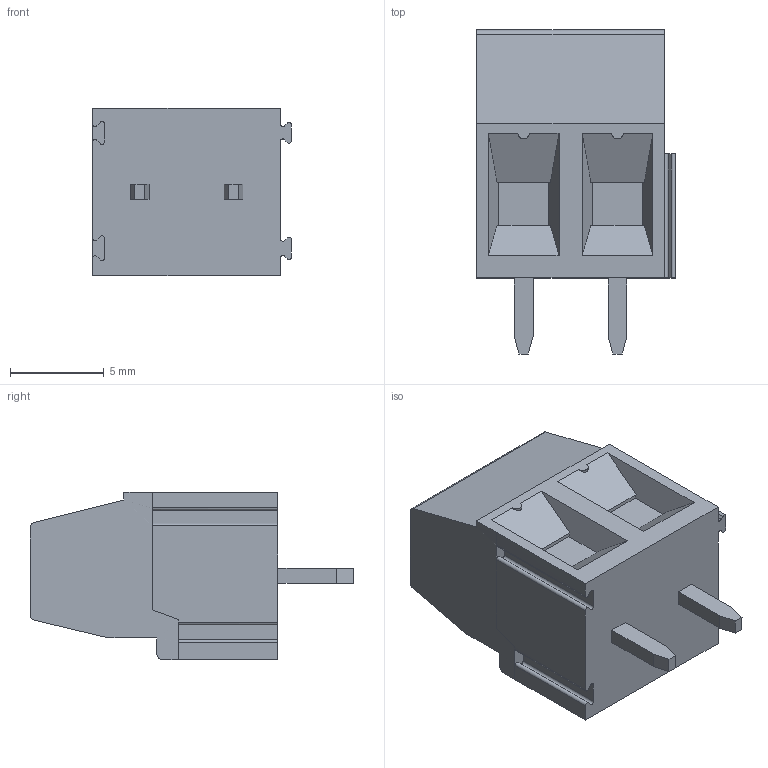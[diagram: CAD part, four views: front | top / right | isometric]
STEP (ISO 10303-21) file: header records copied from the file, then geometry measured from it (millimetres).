
FILE_DESCRIPTION( ( 'STEP AP203' ), '1' );
FILE_NAME( 'MVS152-5-V.stp', ' ', ( ' ' ), ( ' ' ), 'PSStep 15.0.49', 'VISI 20.0', ' ' );
FILE_SCHEMA( ( 'AUTOMOTIVE_DESIGN { 1 0 10303 214 1 1 1 1 }' ) );
Length unit declared in the file: millimetre
Products named in the file (1): 1
Bounding box: 10.58 x 17.25 x 8.9 mm (x, y, z)
Volume: 924 mm3; surface area: 817.4 mm2
Topology: 1 solids, 1 shells, 126 faces, 340 edges, 226 vertices
Faces by surface type: plane 97, cylinder 27, cone 2
Entity records: 4931 total; most frequent: CARTESIAN_POINT 745, ORIENTED_EDGE 672, DIRECTION 622, EDGE_CURVE 336, LINE 256, VECTOR 256, VERTEX_POINT 224, AXIS2_PLACEMENT_3D 183
